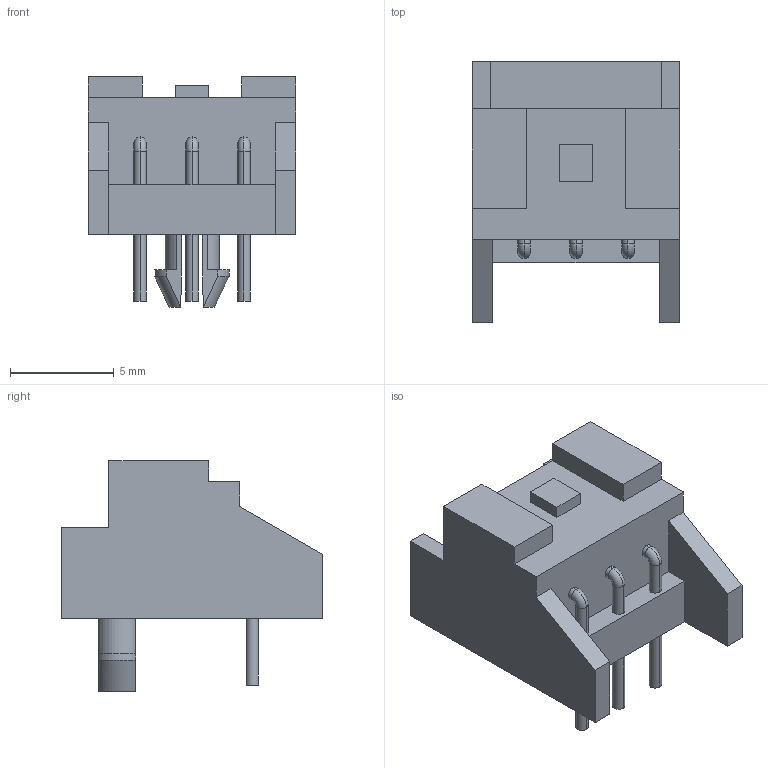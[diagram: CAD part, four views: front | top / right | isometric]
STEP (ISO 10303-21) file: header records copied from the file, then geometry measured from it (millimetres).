
FILE_DESCRIPTION (( 'STEP AP214' ), '1' );
FILE_NAME ('S03B-XASK-1.STEP', '2010-06-11T06:50:25', ( ' ' ), ( '' ), 'SwSTEP 2.0', 'SolidWorks 2009', '' );
FILE_SCHEMA (( 'AUTOMOTIVE_DESIGN' ));
Length unit declared in the file: millimetre
Products named in the file (1): S03B-XASK-1
Bounding box: 10 x 12.6 x 11.1 mm (x, y, z)
Volume: 417.9 mm3; surface area: 733.4 mm2
Topology: 1 solids, 1 shells, 87 faces, 212 edges, 136 vertices
Faces by surface type: plane 49, cylinder 30, torus 6, bspline 2
Entity records: 3755 total; most frequent: CARTESIAN_POINT 657, DIRECTION 446, ORIENTED_EDGE 424, EDGE_CURVE 212, AXIS2_PLACEMENT_3D 151, VECTOR 144, LINE 144, VERTEX_POINT 136
